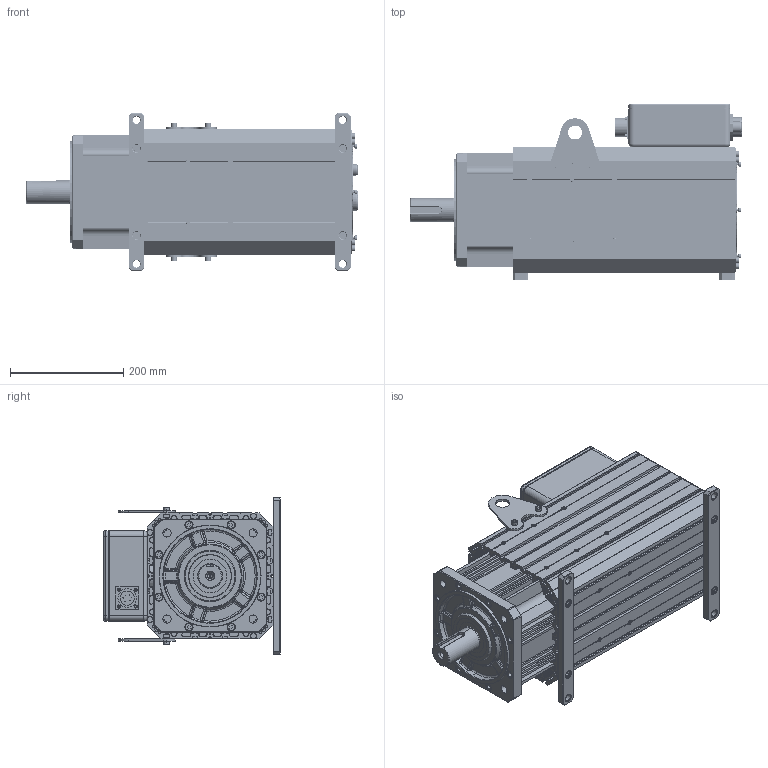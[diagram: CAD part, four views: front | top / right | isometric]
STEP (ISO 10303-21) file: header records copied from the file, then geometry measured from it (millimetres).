
FILE_DESCRIPTION (( 'STEP AP203' ), '1' );
FILE_NAME ('MS6G-200TH17B2-421P0.STEP', '2025-03-17T01:25:08', ( '' ), ( '' ), 'SwSTEP 2.0', 'SolidWorks 2022', '' );
FILE_SCHEMA (( 'CONFIG_CONTROL_DESIGN' ));
Products named in the file (1): MS6G-200TH17B2-421P0
Bounding box: 586 x 311.7 x 278 mm (x, y, z)
Volume: 22344550.3 mm3; surface area: 2738895.9 mm2
Topology: 101 solids, 101 shells, 5993 faces, 15940 edges, 10127 vertices
Faces by surface type: plane 4060, cylinder 978, cone 444, torus 410, bspline 75, sphere 26
Entity records: 192090 total; most frequent: CARTESIAN_POINT 45270, ORIENTED_EDGE 31796, DIRECTION 28887, EDGE_CURVE 15898, VECTOR 11439, LINE 11439, VERTEX_POINT 10127, AXIS2_PLACEMENT_3D 8724
